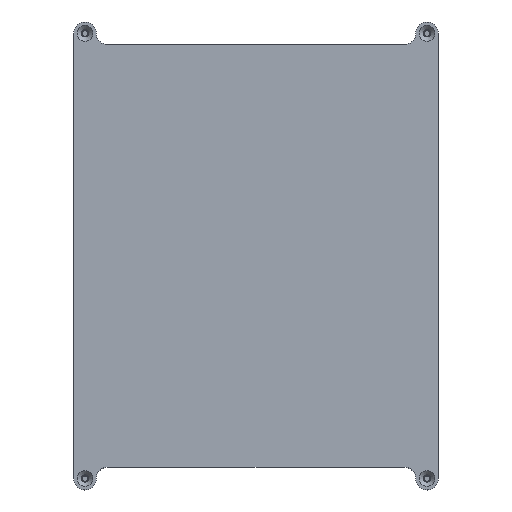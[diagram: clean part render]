
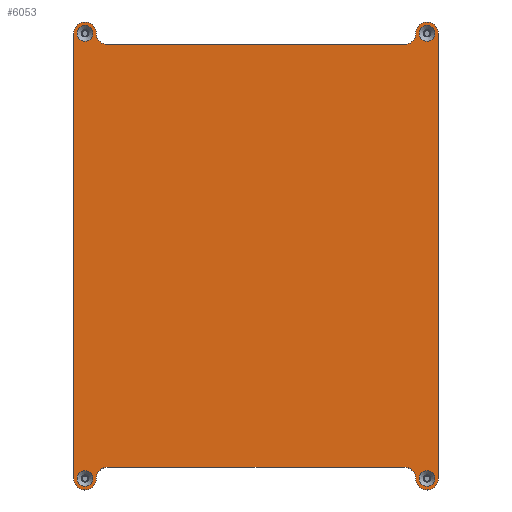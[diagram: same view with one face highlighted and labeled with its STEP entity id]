
A CAD part, top view. The second image highlights one B-rep face of the part: STEP entity #6053.
In plain terms, the highlighted planar face has unit normal (0, 0, 1).
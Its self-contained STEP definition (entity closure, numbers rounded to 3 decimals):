
#77=FACE_BOUND('',#758,.T.);
#78=FACE_BOUND('',#759,.T.);
#79=FACE_BOUND('',#760,.T.);
#80=FACE_BOUND('',#761,.T.);
#206=PLANE('',#6519);
#375=FACE_OUTER_BOUND('',#757,.T.);
#757=EDGE_LOOP('',(#4277,#4278,#4279,#4280,#4281,#4282,#4283,#4284,#4285,
#4286,#4287,#4288));
#758=EDGE_LOOP('',(#4289,#4290));
#759=EDGE_LOOP('',(#4291,#4292));
#760=EDGE_LOOP('',(#4293,#4294));
#761=EDGE_LOOP('',(#4295,#4296));
#1211=LINE('',#9579,#1728);
#1213=LINE('',#9583,#1730);
#1214=LINE('',#9589,#1731);
#1215=LINE('',#9595,#1732);
#1728=VECTOR('',#7536,10.);
#1730=VECTOR('',#7540,10.);
#1731=VECTOR('',#7545,10.);
#1732=VECTOR('',#7550,10.);
#2162=CIRCLE('',#6487,3.5);
#2163=CIRCLE('',#6488,3.5);
#2168=CIRCLE('',#6495,3.5);
#2169=CIRCLE('',#6496,3.5);
#2174=CIRCLE('',#6503,3.5);
#2175=CIRCLE('',#6504,3.5);
#2178=CIRCLE('',#6509,3.5);
#2179=CIRCLE('',#6510,3.5);
#2182=CIRCLE('',#6515,5.);
#2183=CIRCLE('',#6517,5.);
#2184=CIRCLE('',#6520,5.);
#2185=CIRCLE('',#6521,5.);
#2186=CIRCLE('',#6522,5.);
#2187=CIRCLE('',#6523,5.);
#2188=CIRCLE('',#6524,5.);
#2189=CIRCLE('',#6525,5.);
#2577=VERTEX_POINT('',#9512);
#2578=VERTEX_POINT('',#9513);
#2583=VERTEX_POINT('',#9528);
#2584=VERTEX_POINT('',#9529);
#2589=VERTEX_POINT('',#9544);
#2590=VERTEX_POINT('',#9545);
#2593=VERTEX_POINT('',#9556);
#2594=VERTEX_POINT('',#9557);
#2597=VERTEX_POINT('',#9568);
#2598=VERTEX_POINT('',#9570);
#2599=VERTEX_POINT('',#9574);
#2600=VERTEX_POINT('',#9578);
#2601=VERTEX_POINT('',#9582);
#2602=VERTEX_POINT('',#9584);
#2603=VERTEX_POINT('',#9586);
#2604=VERTEX_POINT('',#9588);
#2605=VERTEX_POINT('',#9590);
#2606=VERTEX_POINT('',#9592);
#2607=VERTEX_POINT('',#9594);
#2608=VERTEX_POINT('',#9596);
#3190=EDGE_CURVE('',#2577,#2578,#2162,.T.);
#3191=EDGE_CURVE('',#2578,#2577,#2163,.T.);
#3198=EDGE_CURVE('',#2583,#2584,#2168,.T.);
#3199=EDGE_CURVE('',#2584,#2583,#2169,.T.);
#3206=EDGE_CURVE('',#2589,#2590,#2174,.T.);
#3207=EDGE_CURVE('',#2590,#2589,#2175,.T.);
#3212=EDGE_CURVE('',#2593,#2594,#2178,.T.);
#3213=EDGE_CURVE('',#2594,#2593,#2179,.T.);
#3219=EDGE_CURVE('',#2597,#2598,#2182,.T.);
#3221=EDGE_CURVE('',#2598,#2599,#2183,.T.);
#3223=EDGE_CURVE('',#2599,#2600,#1211,.T.);
#3225=EDGE_CURVE('',#2601,#2597,#1213,.T.);
#3226=EDGE_CURVE('',#2602,#2601,#2184,.T.);
#3227=EDGE_CURVE('',#2603,#2602,#2185,.T.);
#3228=EDGE_CURVE('',#2604,#2603,#1214,.T.);
#3229=EDGE_CURVE('',#2605,#2604,#2186,.T.);
#3230=EDGE_CURVE('',#2606,#2605,#2187,.T.);
#3231=EDGE_CURVE('',#2607,#2606,#1215,.T.);
#3232=EDGE_CURVE('',#2608,#2607,#2188,.T.);
#3233=EDGE_CURVE('',#2600,#2608,#2189,.T.);
#4277=ORIENTED_EDGE('',*,*,#3219,.F.);
#4278=ORIENTED_EDGE('',*,*,#3225,.F.);
#4279=ORIENTED_EDGE('',*,*,#3226,.F.);
#4280=ORIENTED_EDGE('',*,*,#3227,.F.);
#4281=ORIENTED_EDGE('',*,*,#3228,.F.);
#4282=ORIENTED_EDGE('',*,*,#3229,.F.);
#4283=ORIENTED_EDGE('',*,*,#3230,.F.);
#4284=ORIENTED_EDGE('',*,*,#3231,.F.);
#4285=ORIENTED_EDGE('',*,*,#3232,.F.);
#4286=ORIENTED_EDGE('',*,*,#3233,.F.);
#4287=ORIENTED_EDGE('',*,*,#3223,.F.);
#4288=ORIENTED_EDGE('',*,*,#3221,.F.);
#4289=ORIENTED_EDGE('',*,*,#3190,.T.);
#4290=ORIENTED_EDGE('',*,*,#3191,.T.);
#4291=ORIENTED_EDGE('',*,*,#3198,.T.);
#4292=ORIENTED_EDGE('',*,*,#3199,.T.);
#4293=ORIENTED_EDGE('',*,*,#3206,.T.);
#4294=ORIENTED_EDGE('',*,*,#3207,.T.);
#4295=ORIENTED_EDGE('',*,*,#3212,.T.);
#4296=ORIENTED_EDGE('',*,*,#3213,.T.);
#6053=ADVANCED_FACE('',(#375,#77,#78,#79,#80),#206,.T.);
#6487=AXIS2_PLACEMENT_3D('',#9514,#7461,#7462);
#6488=AXIS2_PLACEMENT_3D('',#9515,#7463,#7464);
#6495=AXIS2_PLACEMENT_3D('',#9530,#7479,#7480);
#6496=AXIS2_PLACEMENT_3D('',#9531,#7481,#7482);
#6503=AXIS2_PLACEMENT_3D('',#9546,#7497,#7498);
#6504=AXIS2_PLACEMENT_3D('',#9547,#7499,#7500);
#6509=AXIS2_PLACEMENT_3D('',#9558,#7511,#7512);
#6510=AXIS2_PLACEMENT_3D('',#9559,#7513,#7514);
#6515=AXIS2_PLACEMENT_3D('',#9571,#7526,#7527);
#6517=AXIS2_PLACEMENT_3D('',#9575,#7531,#7532);
#6519=AXIS2_PLACEMENT_3D('',#9581,#7538,#7539);
#6520=AXIS2_PLACEMENT_3D('',#9585,#7541,#7542);
#6521=AXIS2_PLACEMENT_3D('',#9587,#7543,#7544);
#6522=AXIS2_PLACEMENT_3D('',#9591,#7546,#7547);
#6523=AXIS2_PLACEMENT_3D('',#9593,#7548,#7549);
#6524=AXIS2_PLACEMENT_3D('',#9597,#7551,#7552);
#6525=AXIS2_PLACEMENT_3D('',#9598,#7553,#7554);
#7461=DIRECTION('center_axis',(0.,0.,-1.));
#7462=DIRECTION('ref_axis',(1.,0.,0.));
#7463=DIRECTION('center_axis',(0.,0.,-1.));
#7464=DIRECTION('ref_axis',(1.,0.,0.));
#7479=DIRECTION('center_axis',(0.,0.,-1.));
#7480=DIRECTION('ref_axis',(1.,0.,0.));
#7481=DIRECTION('center_axis',(0.,0.,-1.));
#7482=DIRECTION('ref_axis',(1.,0.,0.));
#7497=DIRECTION('center_axis',(0.,0.,-1.));
#7498=DIRECTION('ref_axis',(1.,0.,0.));
#7499=DIRECTION('center_axis',(0.,0.,-1.));
#7500=DIRECTION('ref_axis',(1.,0.,0.));
#7511=DIRECTION('center_axis',(0.,0.,-1.));
#7512=DIRECTION('ref_axis',(1.,0.,0.));
#7513=DIRECTION('center_axis',(0.,0.,-1.));
#7514=DIRECTION('ref_axis',(1.,0.,0.));
#7526=DIRECTION('center_axis',(0.,0.,-1.));
#7527=DIRECTION('ref_axis',(-0.707,-0.707,0.));
#7531=DIRECTION('center_axis',(0.,0.,1.));
#7532=DIRECTION('ref_axis',(0.707,0.707,0.));
#7536=DIRECTION('',(-1.,0.,0.));
#7538=DIRECTION('center_axis',(0.,0.,1.));
#7539=DIRECTION('ref_axis',(1.,0.,0.));
#7540=DIRECTION('',(0.,-1.,0.));
#7541=DIRECTION('center_axis',(0.,0.,-1.));
#7542=DIRECTION('ref_axis',(0.707,0.707,0.));
#7543=DIRECTION('center_axis',(0.,0.,1.));
#7544=DIRECTION('ref_axis',(0.707,-0.707,0.));
#7545=DIRECTION('',(1.,0.,0.));
#7546=DIRECTION('center_axis',(0.,0.,1.));
#7547=DIRECTION('ref_axis',(-0.707,-0.707,0.));
#7548=DIRECTION('center_axis',(0.,0.,-1.));
#7549=DIRECTION('ref_axis',(0.707,0.707,0.));
#7550=DIRECTION('',(0.,1.,0.));
#7551=DIRECTION('center_axis',(0.,0.,-1.));
#7552=DIRECTION('ref_axis',(-0.707,-0.707,0.));
#7553=DIRECTION('center_axis',(0.,0.,1.));
#7554=DIRECTION('ref_axis',(-0.707,0.707,0.));
#9512=CARTESIAN_POINT('',(79.146,139.55,40.));
#9513=CARTESIAN_POINT('',(72.146,139.55,40.));
#9514=CARTESIAN_POINT('Origin',(75.646,139.55,40.));
#9515=CARTESIAN_POINT('Origin',(75.646,139.55,40.));
#9528=CARTESIAN_POINT('',(-72.146,139.55,40.));
#9529=CARTESIAN_POINT('',(-79.146,139.55,40.));
#9530=CARTESIAN_POINT('Origin',(-75.646,139.55,40.));
#9531=CARTESIAN_POINT('Origin',(-75.646,139.55,40.));
#9544=CARTESIAN_POINT('',(79.146,-57.4,40.));
#9545=CARTESIAN_POINT('',(72.146,-57.4,40.));
#9546=CARTESIAN_POINT('Origin',(75.646,-57.4,40.));
#9547=CARTESIAN_POINT('Origin',(75.646,-57.4,40.));
#9556=CARTESIAN_POINT('',(-72.146,-57.4,40.));
#9557=CARTESIAN_POINT('',(-79.146,-57.4,40.));
#9558=CARTESIAN_POINT('Origin',(-75.646,-57.4,40.));
#9559=CARTESIAN_POINT('Origin',(-75.646,-57.4,40.));
#9568=CARTESIAN_POINT('',(80.646,-57.4,40.));
#9570=CARTESIAN_POINT('',(70.646,-57.4,40.));
#9571=CARTESIAN_POINT('Origin',(75.646,-57.4,40.));
#9574=CARTESIAN_POINT('',(65.646,-52.4,40.));
#9575=CARTESIAN_POINT('Origin',(65.646,-57.4,40.));
#9578=CARTESIAN_POINT('',(-65.646,-52.4,40.));
#9579=CARTESIAN_POINT('',(70.646,-52.4,40.));
#9581=CARTESIAN_POINT('Origin',(0.,41.075,40.));
#9582=CARTESIAN_POINT('',(80.646,139.55,40.));
#9583=CARTESIAN_POINT('',(80.646,144.55,40.));
#9584=CARTESIAN_POINT('',(70.646,139.55,40.));
#9585=CARTESIAN_POINT('Origin',(75.646,139.55,40.));
#9586=CARTESIAN_POINT('',(65.646,134.55,40.));
#9587=CARTESIAN_POINT('Origin',(65.646,139.55,40.));
#9588=CARTESIAN_POINT('',(-65.646,134.55,40.));
#9589=CARTESIAN_POINT('',(-70.646,134.55,40.));
#9590=CARTESIAN_POINT('',(-70.646,139.55,40.));
#9591=CARTESIAN_POINT('Origin',(-65.646,139.55,40.));
#9592=CARTESIAN_POINT('',(-80.646,139.55,40.));
#9593=CARTESIAN_POINT('Origin',(-75.646,139.55,40.));
#9594=CARTESIAN_POINT('',(-80.646,-57.4,40.));
#9595=CARTESIAN_POINT('',(-80.646,-62.4,40.));
#9596=CARTESIAN_POINT('',(-70.646,-57.4,40.));
#9597=CARTESIAN_POINT('Origin',(-75.646,-57.4,40.));
#9598=CARTESIAN_POINT('Origin',(-65.646,-57.4,40.));
